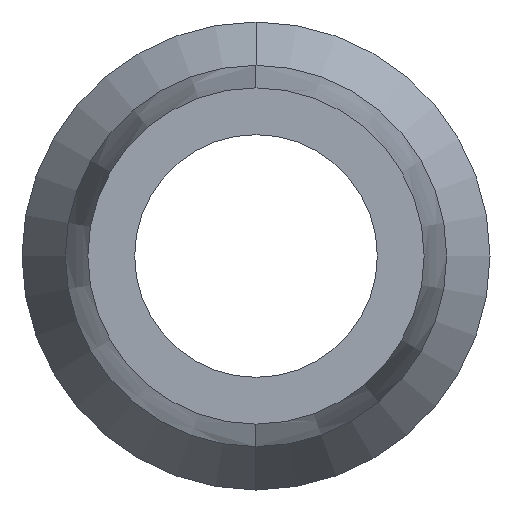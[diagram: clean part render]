
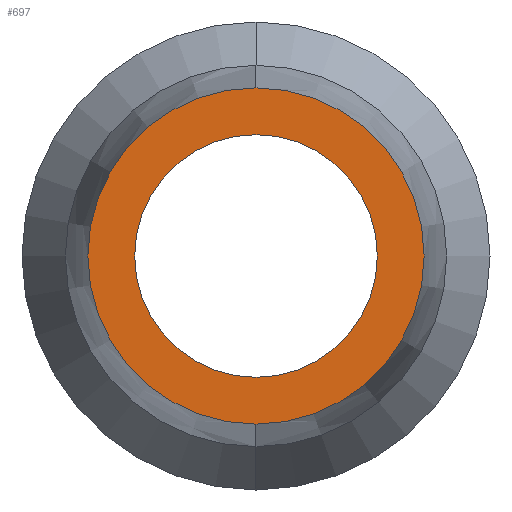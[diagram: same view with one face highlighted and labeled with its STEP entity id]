
A CAD part, left-side view. The second image highlights one B-rep face of the part: STEP entity #697.
In plain terms, the highlighted planar face has unit normal (-1, 0, 0).
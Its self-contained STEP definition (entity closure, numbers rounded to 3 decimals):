
#4 = CIRCLE ( 'NONE', #464, 3.5 ) ;
#17 = AXIS2_PLACEMENT_3D ( 'NONE', #375, #633, #443 ) ;
#54 = EDGE_CURVE ( 'NONE', #755, #237, #4, .T. ) ;
#82 = CARTESIAN_POINT ( 'NONE',  ( -30.31, 4.85, 0. ) ) ;
#113 = VERTEX_POINT ( 'NONE', #137 ) ;
#130 = CIRCLE ( 'NONE', #598, 3.5 ) ;
#137 = CARTESIAN_POINT ( 'NONE',  ( -30.31, 0., -4.85 ) ) ;
#148 = EDGE_CURVE ( 'NONE', #505, #113, #791, .T. ) ;
#169 = EDGE_LOOP ( 'NONE', ( #354, #455 ) ) ;
#194 = DIRECTION ( 'NONE',  ( -1., 0., 0. ) ) ;
#216 = CARTESIAN_POINT ( 'NONE',  ( -30.31, 0., 4.85 ) ) ;
#237 = VERTEX_POINT ( 'NONE', #763 ) ;
#261 = EDGE_CURVE ( 'NONE', #237, #755, #130, .T. ) ;
#267 = FACE_BOUND ( 'NONE', #433, .T. ) ;
#269 = DIRECTION ( 'NONE',  ( 0., 0., 1. ) ) ;
#289 = CARTESIAN_POINT ( 'NONE',  ( -30.31, 0., 0. ) ) ;
#354 = ORIENTED_EDGE ( 'NONE', *, *, #460, .T. ) ;
#375 = CARTESIAN_POINT ( 'NONE',  ( -30.31, 0., 0. ) ) ;
#380 = DIRECTION ( 'NONE',  ( 0., 0., -1. ) ) ;
#402 = DIRECTION ( 'NONE',  ( -1., 0., 0. ) ) ;
#433 = EDGE_LOOP ( 'NONE', ( #812, #480 ) ) ;
#443 = DIRECTION ( 'NONE',  ( 0., 0., 1. ) ) ;
#448 = CARTESIAN_POINT ( 'NONE',  ( -30.31, 0., 3.5 ) ) ;
#452 = CIRCLE ( 'NONE', #518, 4.85 ) ;
#455 = ORIENTED_EDGE ( 'NONE', *, *, #148, .T. ) ;
#460 = EDGE_CURVE ( 'NONE', #113, #505, #452, .T. ) ;
#464 = AXIS2_PLACEMENT_3D ( 'NONE', #289, #621, #800 ) ;
#480 = ORIENTED_EDGE ( 'NONE', *, *, #261, .F. ) ;
#505 = VERTEX_POINT ( 'NONE', #216 ) ;
#515 = PLANE ( 'NONE',  #691 ) ;
#518 = AXIS2_PLACEMENT_3D ( 'NONE', #659, #402, #533 ) ;
#533 = DIRECTION ( 'NONE',  ( 0., 0., 1. ) ) ;
#573 = DIRECTION ( 'NONE',  ( 1., 0., 0. ) ) ;
#598 = AXIS2_PLACEMENT_3D ( 'NONE', #769, #194, #269 ) ;
#621 = DIRECTION ( 'NONE',  ( -1., 0., 0. ) ) ;
#633 = DIRECTION ( 'NONE',  ( -1., 0., 0. ) ) ;
#649 = FACE_OUTER_BOUND ( 'NONE', #169, .T. ) ;
#659 = CARTESIAN_POINT ( 'NONE',  ( -30.31, 0., 0. ) ) ;
#691 = AXIS2_PLACEMENT_3D ( 'NONE', #82, #573, #380 ) ;
#697 = ADVANCED_FACE ( 'NONE', ( #267, #649 ), #515, .F. ) ;
#755 = VERTEX_POINT ( 'NONE', #448 ) ;
#763 = CARTESIAN_POINT ( 'NONE',  ( -30.31, 0., -3.5 ) ) ;
#769 = CARTESIAN_POINT ( 'NONE',  ( -30.31, 0., 0. ) ) ;
#791 = CIRCLE ( 'NONE', #17, 4.85 ) ;
#800 = DIRECTION ( 'NONE',  ( 0., 0., 1. ) ) ;
#812 = ORIENTED_EDGE ( 'NONE', *, *, #54, .F. ) ;
